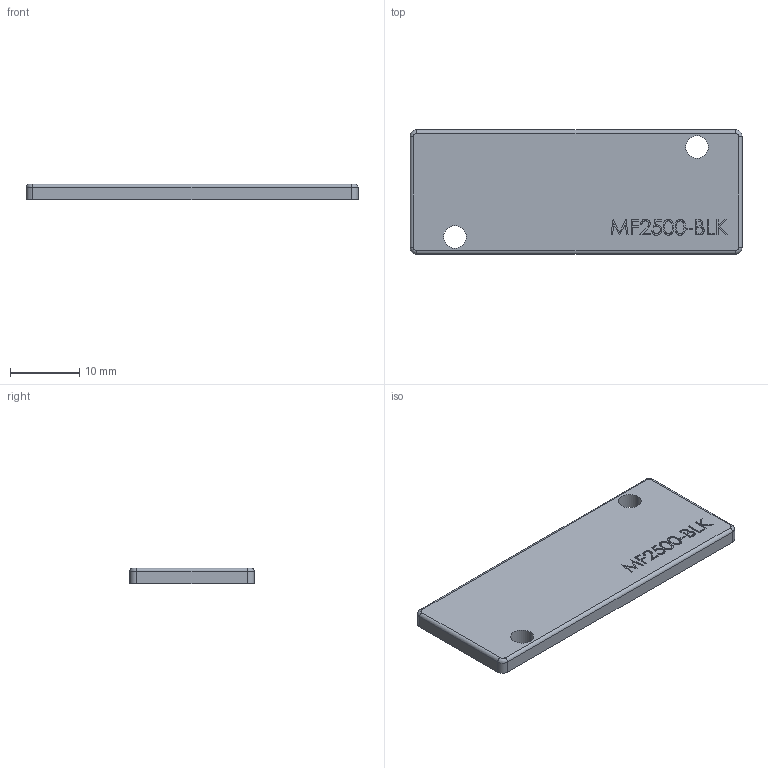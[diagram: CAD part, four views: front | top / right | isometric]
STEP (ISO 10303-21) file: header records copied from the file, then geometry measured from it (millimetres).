
FILE_DESCRIPTION (( 'STEP AP203' ), '1' );
FILE_NAME ('MF2500-BLK.STEP', '2020-04-09T05:19:35', ( 'user' ), ( '' ), 'SwSTEP 2.0', 'SolidWorks 2008', '' );
FILE_SCHEMA (( 'CONFIG_CONTROL_DESIGN' ));
Length unit declared in the file: millimetre
Products named in the file (1): MF2500-BLK
Bounding box: 48 x 18 x 2.3 mm (x, y, z)
Volume: 1937.9 mm3; surface area: 2021.2 mm2
Topology: 1 solids, 1 shells, 142 faces, 370 edges, 244 vertices
Faces by surface type: plane 85, bspline 41, cylinder 12, torus 4
Entity records: 7133 total; most frequent: CARTESIAN_POINT 3814, ORIENTED_EDGE 740, DIRECTION 520, EDGE_CURVE 370, VECTOR 260, LINE 260, VERTEX_POINT 244, EDGE_LOOP 160
